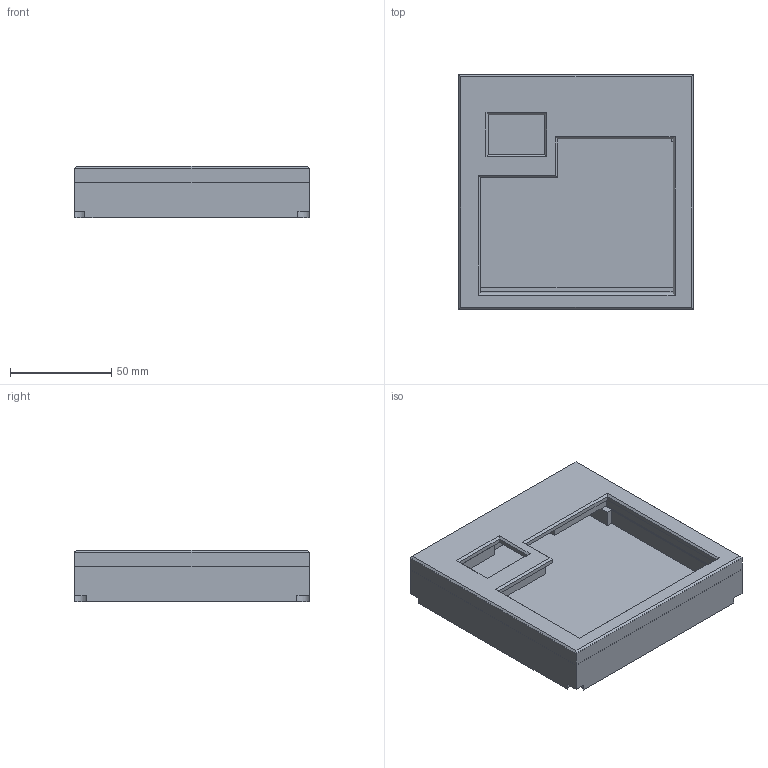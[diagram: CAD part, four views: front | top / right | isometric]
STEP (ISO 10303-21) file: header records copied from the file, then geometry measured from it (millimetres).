
FILE_DESCRIPTION(/* description */ (''),/* implementation_level */ '2;1');
FILE_NAME(/* name */ 'HackpadCase.step',/* time_stamp */ '2024-10-20T13:42:57-07:00',/* author */ (''),/* organization */ (''),/* preprocessor_version */ 'ST-DEVELOPER v20',/* originating_system */ 'Autodesk Translation Framework v13.14.0.145',/* authorisation */ '');
FILE_SCHEMA (('AUTOMOTIVE_DESIGN { 1 0 10303 214 3 1 1 }'));
Length unit declared in the file: millimetre
Products named in the file (1): Thingy
Bounding box: 116 x 116 x 25.6 mm (x, y, z)
Volume: 189601.5 mm3; surface area: 58825 mm2
Topology: 2 solids, 2 shells, 125 faces, 313 edges, 198 vertices
Faces by surface type: plane 85, cylinder 30, torus 10
Full cylindrical faces by diameter (mm): 2.2 x8
Entity records: 3764 total; most frequent: CARTESIAN_POINT 683, DIRECTION 629, ORIENTED_EDGE 626, EDGE_CURVE 313, LINE 237, VECTOR 237, VERTEX_POINT 198, AXIS2_PLACEMENT_3D 196
